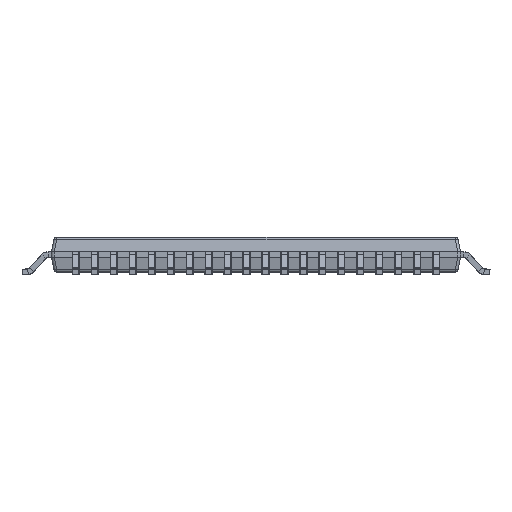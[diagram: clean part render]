
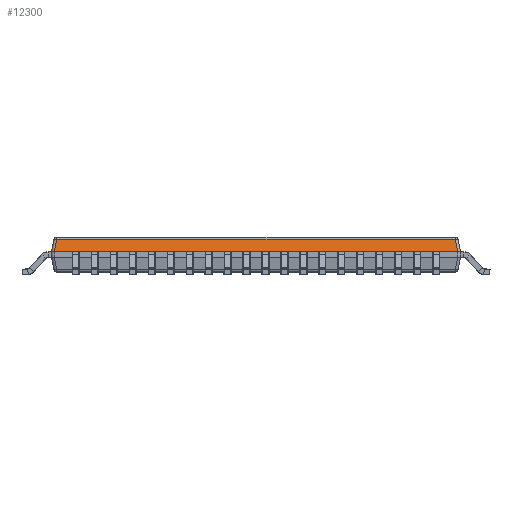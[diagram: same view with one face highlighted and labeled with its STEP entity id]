
A CAD part, left-side view. The second image highlights one B-rep face of the part: STEP entity #12300.
In plain terms, the highlighted planar face has unit normal (-0.981, 0, 0.196).
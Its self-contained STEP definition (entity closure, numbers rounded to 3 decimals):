
#4955 =( BOUNDED_CURVE ( )  B_SPLINE_CURVE ( 3, ( #64297, #147699, #178842, #164667 ),
 .UNSPECIFIED., .F., .F. ) 
 B_SPLINE_CURVE_WITH_KNOTS ( ( 4, 4 ),
 ( 6.264, 6.283 ),
 .UNSPECIFIED. ) 
 CURVE ( )  GEOMETRIC_REPRESENTATION_ITEM ( )  RATIONAL_B_SPLINE_CURVE ( ( 1., 1., 1., 1. ) ) 
 REPRESENTATION_ITEM ( '' )  );
#8542 = ORIENTED_EDGE ( 'NONE', *, *, #27311, .T. ) ;
#9640 = VERTEX_POINT ( 'NONE', #186559 ) ;
#12300 = ADVANCED_FACE ( 'NONE', ( #169995 ), #38337, .T. ) ;
#15777 = DIRECTION ( 'NONE',  ( 0., 1., 0. ) ) ;
#17723 = VERTEX_POINT ( 'NONE', #170645 ) ;
#27311 = EDGE_CURVE ( 'NONE', #164682, #79917, #58900, .T. ) ;
#28980 = VERTEX_POINT ( 'NONE', #147801 ) ;
#29141 = EDGE_CURVE ( 'NONE', #52777, #17723, #145530, .T. ) ;
#29154 = CARTESIAN_POINT ( 'NONE',  ( -7., 6.902, 0.8 ) ) ;
#29370 = VECTOR ( 'NONE', #129113, 1000. ) ;
#30414 =( BOUNDED_CURVE ( )  B_SPLINE_CURVE ( 3, ( #38419, #96151, #128432, #155894 ),
 .UNSPECIFIED., .F., .F. ) 
 B_SPLINE_CURVE_WITH_KNOTS ( ( 4, 4 ),
 ( 0., 0.019 ),
 .UNSPECIFIED. ) 
 CURVE ( )  GEOMETRIC_REPRESENTATION_ITEM ( )  RATIONAL_B_SPLINE_CURVE ( ( 1., 1., 1., 1. ) ) 
 REPRESENTATION_ITEM ( '' )  );
#37617 = EDGE_CURVE ( 'NONE', #9640, #28980, #74483, .T. ) ;
#38337 = PLANE ( 'NONE',  #54222 ) ;
#38419 = CARTESIAN_POINT ( 'NONE',  ( -7., -6.9, 0.8 ) ) ;
#42295 = ORIENTED_EDGE ( 'NONE', *, *, #149127, .T. ) ;
#52777 = VERTEX_POINT ( 'NONE', #175978 ) ;
#53970 = CARTESIAN_POINT ( 'NONE',  ( -6.916, 0., 1.22 ) ) ;
#54222 = AXIS2_PLACEMENT_3D ( 'NONE', #143535, #171868, #55373 ) ;
#55373 = DIRECTION ( 'NONE',  ( 0., 1., 0. ) ) ;
#55870 = LINE ( 'NONE', #53970, #112315 ) ;
#58900 = LINE ( 'NONE', #169809, #29370 ) ;
#64297 = CARTESIAN_POINT ( 'NONE',  ( -7., 6.902, 0.8 ) ) ;
#74483 = LINE ( 'NONE', #96742, #111706 ) ;
#79917 = VERTEX_POINT ( 'NONE', #29154 ) ;
#86800 = ORIENTED_EDGE ( 'NONE', *, *, #37617, .T. ) ;
#96151 = CARTESIAN_POINT ( 'NONE',  ( -7., -6.901, 0.8 ) ) ;
#96742 = CARTESIAN_POINT ( 'NONE',  ( -6.648, -6.55, 2.56 ) ) ;
#111706 = VECTOR ( 'NONE', #111888, 1000. ) ;
#111888 = DIRECTION ( 'NONE',  ( 0.192, 0.192, 0.962 ) ) ;
#112315 = VECTOR ( 'NONE', #159101, 1000. ) ;
#113334 = ORIENTED_EDGE ( 'NONE', *, *, #29141, .F. ) ;
#114242 = CARTESIAN_POINT ( 'NONE',  ( -7., 7., 0.8 ) ) ;
#118719 = ORIENTED_EDGE ( 'NONE', *, *, #142969, .T. ) ;
#123723 = EDGE_LOOP ( 'NONE', ( #8542, #42295, #113334, #154527, #86800, #118719 ) ) ;
#128432 = CARTESIAN_POINT ( 'NONE',  ( -7., -6.901, 0.8 ) ) ;
#129113 = DIRECTION ( 'NONE',  ( -0.192, 0.192, -0.962 ) ) ;
#142969 = EDGE_CURVE ( 'NONE', #28980, #164682, #55870, .T. ) ;
#143535 = CARTESIAN_POINT ( 'NONE',  ( -6.9, 0., 1.3 ) ) ;
#145530 = LINE ( 'NONE', #114242, #163168 ) ;
#147699 = CARTESIAN_POINT ( 'NONE',  ( -7., 6.901, 0.8 ) ) ;
#147801 = CARTESIAN_POINT ( 'NONE',  ( -6.916, -6.818, 1.22 ) ) ;
#149127 = EDGE_CURVE ( 'NONE', #79917, #17723, #4955, .T. ) ;
#154527 = ORIENTED_EDGE ( 'NONE', *, *, #162409, .T. ) ;
#155297 = CARTESIAN_POINT ( 'NONE',  ( -6.916, 6.818, 1.22 ) ) ;
#155894 = CARTESIAN_POINT ( 'NONE',  ( -7., -6.902, 0.8 ) ) ;
#159101 = DIRECTION ( 'NONE',  ( 0., 1., 0. ) ) ;
#162409 = EDGE_CURVE ( 'NONE', #52777, #9640, #30414, .T. ) ;
#163168 = VECTOR ( 'NONE', #15777, 1000. ) ;
#164667 = CARTESIAN_POINT ( 'NONE',  ( -7., 6.9, 0.8 ) ) ;
#164682 = VERTEX_POINT ( 'NONE', #155297 ) ;
#169809 = CARTESIAN_POINT ( 'NONE',  ( -6.648, 6.55, 2.56 ) ) ;
#169995 = FACE_OUTER_BOUND ( 'NONE', #123723, .T. ) ;
#170645 = CARTESIAN_POINT ( 'NONE',  ( -7., 6.9, 0.8 ) ) ;
#171868 = DIRECTION ( 'NONE',  ( -0.981, 0., 0.196 ) ) ;
#175978 = CARTESIAN_POINT ( 'NONE',  ( -7., -6.9, 0.8 ) ) ;
#178842 = CARTESIAN_POINT ( 'NONE',  ( -7., 6.901, 0.8 ) ) ;
#186559 = CARTESIAN_POINT ( 'NONE',  ( -7., -6.902, 0.8 ) ) ;
